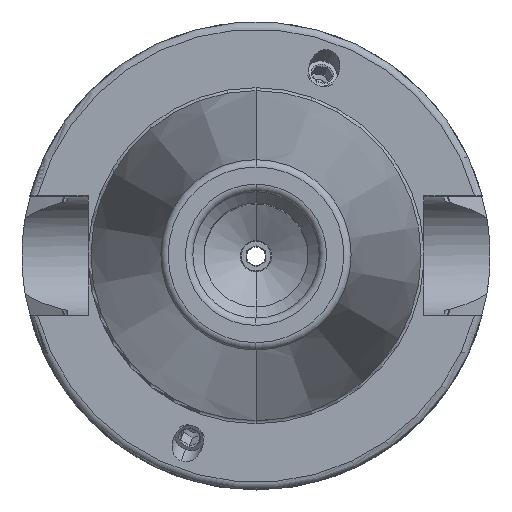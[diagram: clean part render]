
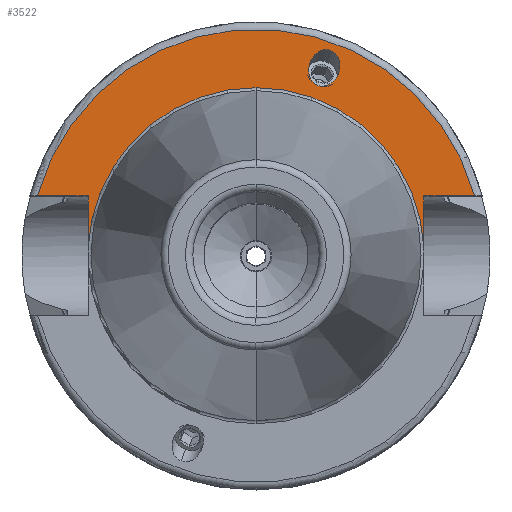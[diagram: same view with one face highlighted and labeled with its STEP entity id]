
A CAD part, top view. The second image highlights one B-rep face of the part: STEP entity #3522.
In plain terms, the highlighted planar face has unit normal (0, 0, 1).
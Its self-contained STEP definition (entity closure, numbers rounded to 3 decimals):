
#671=DIRECTION('',(0,1,0));
#672=VECTOR('',#671,6.987);
#673=CARTESIAN_POINT('',(-22.6,1.063,25));
#674=LINE('',#673,#672);
#675=DIRECTION('',(1,0,0));
#676=VECTOR('',#675,6.818);
#677=CARTESIAN_POINT('',(-29.418,8.05,25));
#678=LINE('',#677,#676);
#679=DIRECTION('',(-1,0,0));
#680=VECTOR('',#679,6.818);
#681=CARTESIAN_POINT('',(29.418,8.05,25));
#682=LINE('',#681,#680);
#683=DIRECTION('',(0,-1,0));
#684=VECTOR('',#683,6.987);
#685=CARTESIAN_POINT('',(22.6,8.05,25));
#686=LINE('',#685,#684);
#687=CARTESIAN_POINT('',(10.056,27.629,25));
#688=CARTESIAN_POINT('',(10.283,27.547,25));
#689=CARTESIAN_POINT('',(10.737,27.268,25));
#690=CARTESIAN_POINT('',(11.226,26.479,25));
#691=CARTESIAN_POINT('',(11.341,25.65,25));
#692=CARTESIAN_POINT('',(11.261,25.009,25));
#693=CARTESIAN_POINT('',(11.137,24.573,25));
#694=CARTESIAN_POINT('',(10.952,24.159,25));
#695=CARTESIAN_POINT('',(10.601,23.617,25));
#696=CARTESIAN_POINT('',(9.98,23.055,25));
#697=CARTESIAN_POINT('',(9.098,22.765,25));
#698=CARTESIAN_POINT('',(8.571,22.843,25));
#699=CARTESIAN_POINT('',(8.344,22.926,25));
#701=CARTESIAN_POINT('',(8.344,22.926,25));
#702=CARTESIAN_POINT('',(8.117,23.009,25));
#703=CARTESIAN_POINT('',(7.663,23.288,25));
#704=CARTESIAN_POINT('',(7.174,24.076,25));
#705=CARTESIAN_POINT('',(7.06,24.906,25));
#706=CARTESIAN_POINT('',(7.14,25.547,25));
#707=CARTESIAN_POINT('',(7.264,25.983,25));
#708=CARTESIAN_POINT('',(7.449,26.396,25));
#709=CARTESIAN_POINT('',(7.8,26.939,25));
#710=CARTESIAN_POINT('',(8.421,27.5,25));
#711=CARTESIAN_POINT('',(9.302,27.79,25));
#712=CARTESIAN_POINT('',(9.829,27.712,25));
#713=CARTESIAN_POINT('',(10.056,27.629,25));
#749=CARTESIAN_POINT('',(0,0,25));
#750=DIRECTION('',(0,0,1));
#751=DIRECTION('',(0,1,0));
#752=AXIS2_PLACEMENT_3D('',#749,#750,#751);
#780=CARTESIAN_POINT('',(0,0,25));
#781=DIRECTION('',(0,0,-1));
#782=DIRECTION('',(0,1,0));
#783=AXIS2_PLACEMENT_3D('',#780,#781,#782);
#1836=CARTESIAN_POINT('',(0,0,25));
#1837=DIRECTION('',(0,0,1));
#1838=DIRECTION('',(0.965,0.264,0));
#1839=AXIS2_PLACEMENT_3D('',#1836,#1837,#1838);
#2460=CARTESIAN_POINT('',(-22.6,1.063,25));
#2461=CARTESIAN_POINT('',(-22.6,8.05,25));
#2462=VERTEX_POINT('',#2460);
#2463=VERTEX_POINT('',#2461);
#2464=CARTESIAN_POINT('',(-29.418,8.05,25));
#2465=VERTEX_POINT('',#2464);
#2466=CARTESIAN_POINT('',(22.6,8.05,25));
#2467=CARTESIAN_POINT('',(22.6,1.063,25));
#2468=VERTEX_POINT('',#2466);
#2469=VERTEX_POINT('',#2467);
#2476=CARTESIAN_POINT('',(29.418,8.05,25));
#2477=VERTEX_POINT('',#2476);
#2524=CARTESIAN_POINT('',(0,22.625,25));
#2526=VERTEX_POINT('',#2524);
#2542=VERTEX_POINT('',#687);
#2543=VERTEX_POINT('',#699);
#3498=CARTESIAN_POINT('',(0,0,25));
#3499=DIRECTION('',(0,0,-1));
#3500=DIRECTION('',(0,-1,0));
#3501=AXIS2_PLACEMENT_3D('',#3498,#3499,#3500);
#3502=PLANE('',#3501);
#3503=ORIENTED_EDGE('',*,*,#3292,.T.);
#3504=ORIENTED_EDGE('',*,*,#3319,.F.);
#3506=ORIENTED_EDGE('',*,*,#3505,.F.);
#3507=ORIENTED_EDGE('',*,*,#3365,.T.);
#3509=ORIENTED_EDGE('',*,*,#3508,.T.);
#3511=ORIENTED_EDGE('',*,*,#3510,.F.);
#3513=ORIENTED_EDGE('',*,*,#3512,.T.);
#3514=EDGE_LOOP('',(#3503,#3504,#3506,#3507,#3509,#3511,#3513));
#3515=FACE_OUTER_BOUND('',#3514,.F.);
#3517=ORIENTED_EDGE('',*,*,#3516,.F.);
#3519=ORIENTED_EDGE('',*,*,#3518,.F.);
#3520=EDGE_LOOP('',(#3517,#3519));
#3521=FACE_BOUND('',#3520,.F.);
#3522=ADVANCED_FACE('',(#3515,#3521),#3502,.F.);
#700=B_SPLINE_CURVE_WITH_KNOTS('',3,(#687,#688,#689,#690,#691,#692,#693,#694,
#695,#696,#697,#698,#699),.UNSPECIFIED.,.F.,.F.,(4,1,1,1,1,1,1,1,1,1,4),(0,
0.125,0.25,0.375,0.438,0.5,0.563,0.625,0.75,0.875,1),
.UNSPECIFIED.);
#714=B_SPLINE_CURVE_WITH_KNOTS('',3,(#701,#702,#703,#704,#705,#706,#707,#708,
#709,#710,#711,#712,#713),.UNSPECIFIED.,.F.,.F.,(4,1,1,1,1,1,1,1,1,1,4),(0,
0.125,0.25,0.375,0.438,0.5,0.563,0.625,0.75,0.875,1),
.UNSPECIFIED.);
#753=CIRCLE('',#752,22.625);
#784=CIRCLE('',#783,22.625);
#1840=CIRCLE('',#1839,30.5);
#3292=EDGE_CURVE('',#2462,#2463,#674,.T.);
#3319=EDGE_CURVE('',#2465,#2463,#678,.T.);
#3365=EDGE_CURVE('',#2477,#2468,#682,.T.);
#3505=EDGE_CURVE('',#2477,#2465,#1840,.T.);
#3508=EDGE_CURVE('',#2468,#2469,#686,.T.);
#3510=EDGE_CURVE('',#2526,#2469,#784,.T.);
#3512=EDGE_CURVE('',#2526,#2462,#753,.T.);
#3516=EDGE_CURVE('',#2542,#2543,#700,.T.);
#3518=EDGE_CURVE('',#2543,#2542,#714,.T.);
